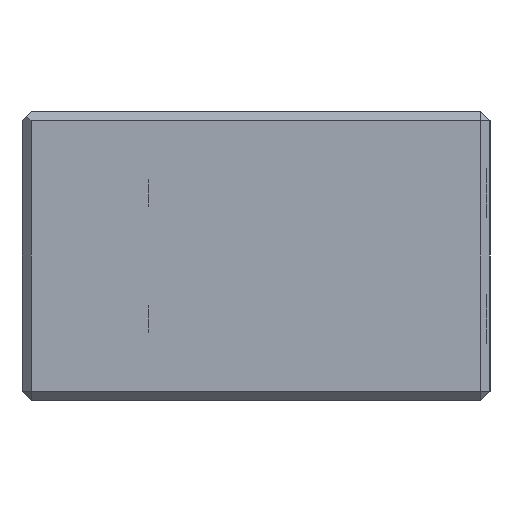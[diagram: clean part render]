
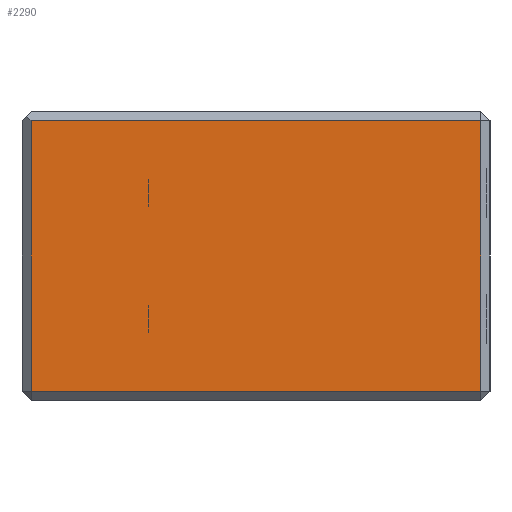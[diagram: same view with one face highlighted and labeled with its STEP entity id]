
A CAD part, left-side view. The second image highlights one B-rep face of the part: STEP entity #2290.
In plain terms, the highlighted planar face has unit normal (-1, 0, 0).
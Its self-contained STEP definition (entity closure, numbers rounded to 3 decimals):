
#133=PLANE('',#2510);
#258=FACE_OUTER_BOUND('',#410,.T.);
#410=EDGE_LOOP('',(#2023,#2024,#2025,#2026));
#645=LINE('',#3734,#885);
#648=LINE('',#3739,#888);
#670=LINE('',#3784,#910);
#675=LINE('',#3795,#915);
#885=VECTOR('',#3029,10.);
#888=VECTOR('',#3034,10.);
#910=VECTOR('',#3088,10.);
#915=VECTOR('',#3105,10.);
#1200=VERTEX_POINT('',#3731);
#1201=VERTEX_POINT('',#3733);
#1202=VERTEX_POINT('',#3737);
#1208=VERTEX_POINT('',#3772);
#1476=EDGE_CURVE('',#1200,#1201,#645,.T.);
#1479=EDGE_CURVE('',#1202,#1200,#648,.T.);
#1505=EDGE_CURVE('',#1201,#1208,#670,.T.);
#1510=EDGE_CURVE('',#1208,#1202,#675,.T.);
#2023=ORIENTED_EDGE('',*,*,#1479,.F.);
#2024=ORIENTED_EDGE('',*,*,#1510,.F.);
#2025=ORIENTED_EDGE('',*,*,#1505,.F.);
#2026=ORIENTED_EDGE('',*,*,#1476,.F.);
#2290=ADVANCED_FACE('',(#258),#133,.T.);
#2510=AXIS2_PLACEMENT_3D('',#3797,#3108,#3109);
#3029=DIRECTION('',(0.,-1.,0.));
#3034=DIRECTION('',(0.,0.,1.));
#3088=DIRECTION('',(0.,0.,-1.));
#3105=DIRECTION('',(0.,1.,0.));
#3108=DIRECTION('center_axis',(-1.,0.,0.));
#3109=DIRECTION('ref_axis',(0.,1.,0.));
#3731=CARTESIAN_POINT('',(-45.3,-67.376,4.5));
#3733=CARTESIAN_POINT('',(-45.3,-92.357,4.5));
#3734=CARTESIAN_POINT('',(-45.3,-86.362,4.5));
#3737=CARTESIAN_POINT('',(-45.3,-67.376,-10.5));
#3739=CARTESIAN_POINT('',(-45.3,-67.376,5.));
#3772=CARTESIAN_POINT('',(-45.3,-92.357,-10.5));
#3784=CARTESIAN_POINT('',(-45.3,-92.357,5.));
#3795=CARTESIAN_POINT('',(-45.3,-86.362,-10.5));
#3797=CARTESIAN_POINT('Origin',(-45.3,-92.857,5.));
